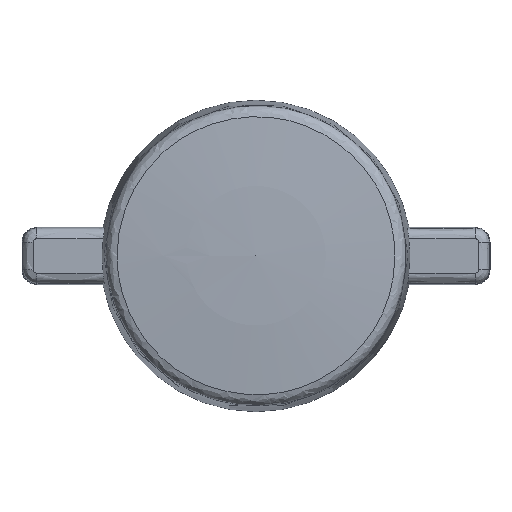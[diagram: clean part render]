
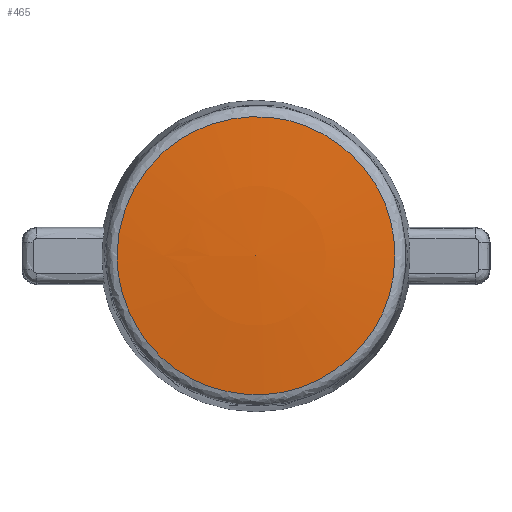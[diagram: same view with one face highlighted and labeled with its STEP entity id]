
A CAD part, top view. The second image highlights one B-rep face of the part: STEP entity #465.
In plain terms, the highlighted spherical face has radius 52.656 mm.
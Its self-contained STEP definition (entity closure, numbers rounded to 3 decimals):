
#15=SPHERICAL_SURFACE('',#508,52.655);
#53=B_SPLINE_CURVE_WITH_KNOTS('',3,(#1344,#1345,#1346,#1347,#1348,#1349,
#1350,#1351,#1352,#1353),.UNSPECIFIED.,.T.,.F.,(4,1,1,1,1,1,1,4),(0.,0.421,
0.842,1.264,1.685,2.106,2.527,
2.949),.UNSPECIFIED.);
#103=FACE_OUTER_BOUND('',#133,.T.);
#133=EDGE_LOOP('',(#408,#409,#410));
#182=CIRCLE('',#509,52.655);
#225=VERTEX_POINT('',#1337);
#226=VERTEX_POINT('',#1365);
#291=EDGE_CURVE('',#225,#225,#53,.T.);
#293=EDGE_CURVE('',#225,#226,#182,.T.);
#408=ORIENTED_EDGE('',*,*,#291,.F.);
#409=ORIENTED_EDGE('',*,*,#293,.T.);
#410=ORIENTED_EDGE('',*,*,#293,.F.);
#465=ADVANCED_FACE('',(#103),#15,.T.);
#508=AXIS2_PLACEMENT_3D('',#1364,#582,#583);
#509=AXIS2_PLACEMENT_3D('',#1366,#584,#585);
#582=DIRECTION('center_axis',(0.,0.,1.));
#583=DIRECTION('ref_axis',(1.,0.,0.));
#584=DIRECTION('center_axis',(0.,1.,0.));
#585=DIRECTION('ref_axis',(-1.,0.,0.));
#1337=CARTESIAN_POINT('',(-4.752,0.,5.985));
#1344=CARTESIAN_POINT('Ctrl Pts',(-4.752,0.,
5.985));
#1345=CARTESIAN_POINT('Ctrl Pts',(-4.752,1.422,5.985));
#1346=CARTESIAN_POINT('Ctrl Pts',(-3.391,4.247,5.985));
#1347=CARTESIAN_POINT('Ctrl Pts',(1.209,5.306,5.985));
#1348=CARTESIAN_POINT('Ctrl Pts',(4.905,2.359,5.985));
#1349=CARTESIAN_POINT('Ctrl Pts',(4.897,-2.357,5.985));
#1350=CARTESIAN_POINT('Ctrl Pts',(1.212,-5.311,5.985));
#1351=CARTESIAN_POINT('Ctrl Pts',(-3.392,-4.247,5.985));
#1352=CARTESIAN_POINT('Ctrl Pts',(-4.752,-1.422,5.985));
#1353=CARTESIAN_POINT('Ctrl Pts',(-4.752,0.,
5.985));
#1364=CARTESIAN_POINT('Origin',(0.,0.,-46.455));
#1365=CARTESIAN_POINT('',(0.,0.,6.2));
#1366=CARTESIAN_POINT('Origin',(0.,0.,-46.455));
